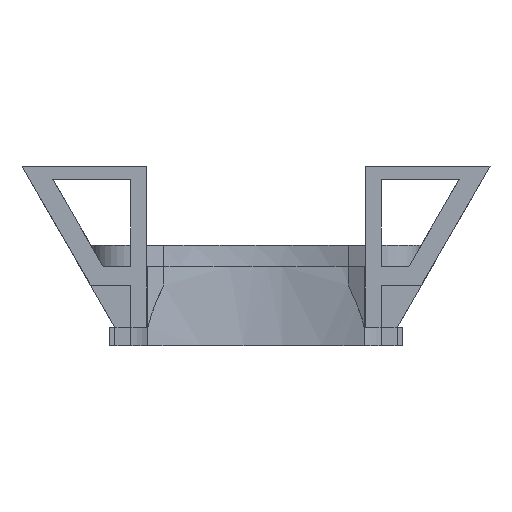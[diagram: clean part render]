
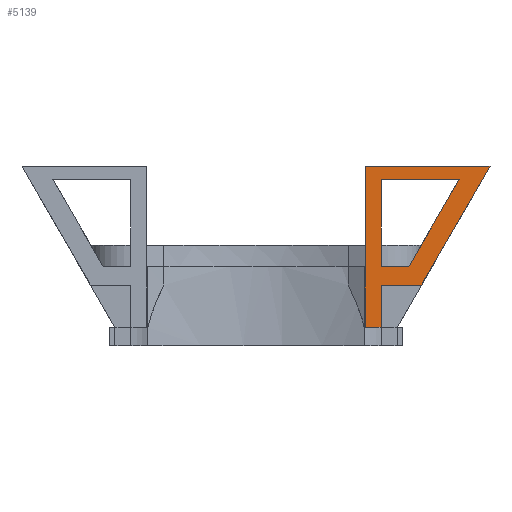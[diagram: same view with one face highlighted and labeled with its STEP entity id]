
A CAD part, front view. The second image highlights one B-rep face of the part: STEP entity #5139.
In plain terms, the highlighted planar face has unit normal (0, -1, 0).
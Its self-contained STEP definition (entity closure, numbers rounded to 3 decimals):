
#211=FACE_BOUND('',#1078,.T.);
#501=PLANE('',#5493);
#734=FACE_OUTER_BOUND('',#1077,.T.);
#1077=EDGE_LOOP('',(#4397,#4398,#4399,#4400,#4401,#4402));
#1078=EDGE_LOOP('',(#4403,#4404,#4405,#4406));
#1550=LINE('',#9186,#2017);
#1553=LINE('',#9193,#2020);
#1557=LINE('',#9201,#2024);
#1558=LINE('',#9203,#2025);
#1559=LINE('',#9205,#2026);
#1560=LINE('',#9207,#2027);
#1561=LINE('',#9208,#2028);
#1562=LINE('',#9210,#2029);
#1563=LINE('',#9212,#2030);
#1564=LINE('',#9213,#2031);
#2017=VECTOR('',#6361,10.);
#2020=VECTOR('',#6366,10.);
#2024=VECTOR('',#6372,10.);
#2025=VECTOR('',#6373,10.);
#2026=VECTOR('',#6374,10.);
#2027=VECTOR('',#6375,10.);
#2028=VECTOR('',#6376,10.);
#2029=VECTOR('',#6377,10.);
#2030=VECTOR('',#6378,10.);
#2031=VECTOR('',#6379,10.);
#2579=VERTEX_POINT('',#9182);
#2581=VERTEX_POINT('',#9185);
#2583=VERTEX_POINT('',#9191);
#2584=VERTEX_POINT('',#9192);
#2587=VERTEX_POINT('',#9200);
#2588=VERTEX_POINT('',#9202);
#2589=VERTEX_POINT('',#9204);
#2590=VERTEX_POINT('',#9206);
#2591=VERTEX_POINT('',#9209);
#2592=VERTEX_POINT('',#9211);
#3214=EDGE_CURVE('',#2581,#2579,#1550,.T.);
#3217=EDGE_CURVE('',#2583,#2584,#1553,.T.);
#3221=EDGE_CURVE('',#2584,#2587,#1557,.T.);
#3222=EDGE_CURVE('',#2588,#2587,#1558,.T.);
#3223=EDGE_CURVE('',#2589,#2588,#1559,.T.);
#3224=EDGE_CURVE('',#2590,#2589,#1560,.T.);
#3225=EDGE_CURVE('',#2590,#2583,#1561,.T.);
#3226=EDGE_CURVE('',#2579,#2591,#1562,.T.);
#3227=EDGE_CURVE('',#2591,#2592,#1563,.T.);
#3228=EDGE_CURVE('',#2592,#2581,#1564,.T.);
#4397=ORIENTED_EDGE('',*,*,#3217,.T.);
#4398=ORIENTED_EDGE('',*,*,#3221,.T.);
#4399=ORIENTED_EDGE('',*,*,#3222,.F.);
#4400=ORIENTED_EDGE('',*,*,#3223,.F.);
#4401=ORIENTED_EDGE('',*,*,#3224,.F.);
#4402=ORIENTED_EDGE('',*,*,#3225,.T.);
#4403=ORIENTED_EDGE('',*,*,#3226,.T.);
#4404=ORIENTED_EDGE('',*,*,#3227,.T.);
#4405=ORIENTED_EDGE('',*,*,#3228,.T.);
#4406=ORIENTED_EDGE('',*,*,#3214,.T.);
#5139=ADVANCED_FACE('',(#734,#211),#501,.T.);
#5493=AXIS2_PLACEMENT_3D('',#9199,#6370,#6371);
#6361=DIRECTION('',(1.,0.,0.));
#6366=DIRECTION('',(-1.,0.,0.));
#6370=DIRECTION('center_axis',(0.,-1.,0.));
#6371=DIRECTION('ref_axis',(0.,0.,-1.));
#6372=DIRECTION('',(0.,0.,-1.));
#6373=DIRECTION('',(-1.,0.,0.));
#6374=DIRECTION('',(0.,0.,-1.));
#6375=DIRECTION('',(-1.,0.,0.));
#6376=DIRECTION('',(0.5,0.,0.866));
#6377=DIRECTION('',(-0.5,0.,-0.866));
#6378=DIRECTION('',(-1.,0.,0.));
#6379=DIRECTION('',(0.,0.,1.));
#9182=CARTESIAN_POINT('',(77.013,-130.75,33.));
#9185=CARTESIAN_POINT('',(47.4,-130.75,33.));
#9186=CARTESIAN_POINT('',(47.4,-130.75,33.));
#9191=CARTESIAN_POINT('',(88.706,-130.75,38.));
#9192=CARTESIAN_POINT('',(41.5,-130.75,38.));
#9193=CARTESIAN_POINT('',(47.5,-130.75,38.));
#9199=CARTESIAN_POINT('Origin',(47.5,-130.75,5.));
#9200=CARTESIAN_POINT('',(41.5,-130.75,-23.));
#9201=CARTESIAN_POINT('',(41.5,-130.75,-9.));
#9202=CARTESIAN_POINT('',(47.4,-130.75,-23.));
#9203=CARTESIAN_POINT('',(37.5,-130.75,-23.));
#9204=CARTESIAN_POINT('',(47.4,-130.75,-7.));
#9205=CARTESIAN_POINT('',(47.4,-130.75,-7.));
#9206=CARTESIAN_POINT('',(62.734,-130.75,-7.));
#9207=CARTESIAN_POINT('',(47.5,-130.75,-7.));
#9208=CARTESIAN_POINT('',(66.892,-130.75,0.203));
#9209=CARTESIAN_POINT('',(58.,-130.75,0.056));
#9210=CARTESIAN_POINT('',(68.708,-130.75,18.609));
#9211=CARTESIAN_POINT('',(47.4,-130.75,0.056));
#9212=CARTESIAN_POINT('',(52.75,-130.75,0.056));
#9213=CARTESIAN_POINT('',(47.4,-130.75,2.528));
